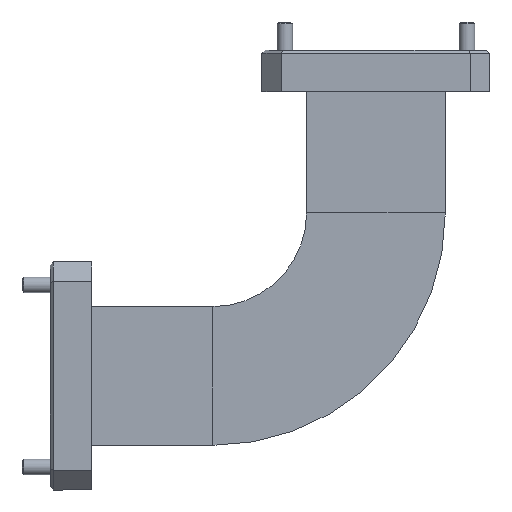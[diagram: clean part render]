
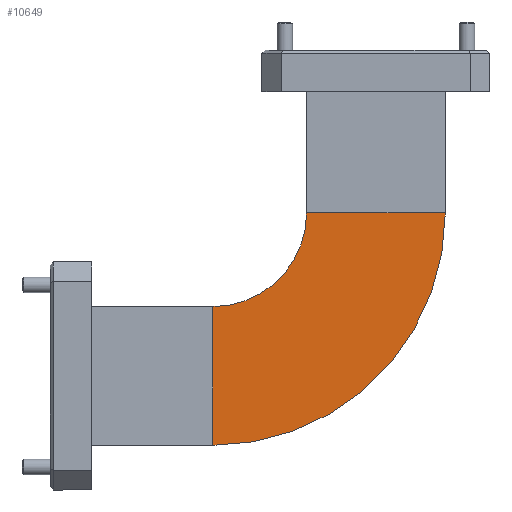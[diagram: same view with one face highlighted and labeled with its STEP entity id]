
A CAD part, front view. The second image highlights one B-rep face of the part: STEP entity #10649.
In plain terms, the highlighted planar face has unit normal (0, -1, 0).
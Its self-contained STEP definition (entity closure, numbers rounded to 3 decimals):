
#333 = AXIS2_PLACEMENT_3D ( 'NONE', #8845, #4463, #13012 ) ;
#1102 = CARTESIAN_POINT ( 'NONE',  ( -25., -5.575, -25. ) ) ;
#1452 = VERTEX_POINT ( 'NONE', #2135 ) ;
#1529 = VERTEX_POINT ( 'NONE', #15295 ) ;
#1950 = DIRECTION ( 'NONE',  ( 1., 0., 0. ) ) ;
#2135 = CARTESIAN_POINT ( 'NONE',  ( -25., -5.575, -39.355 ) ) ;
#4001 = CARTESIAN_POINT ( 'NONE',  ( -10.645, -5.575, -25. ) ) ;
#4463 = DIRECTION ( 'NONE',  ( 0., 1., 0. ) ) ;
#5391 = LINE ( 'NONE', #5958, #8660 ) ;
#5683 = FACE_OUTER_BOUND ( 'NONE', #10399, .T. ) ;
#5810 = ORIENTED_EDGE ( 'NONE', *, *, #7355, .F. ) ;
#5958 = CARTESIAN_POINT ( 'NONE',  ( -10.645, -5.575, -25. ) ) ;
#6174 = VECTOR ( 'NONE', #13293, 1000. ) ;
#7017 = EDGE_CURVE ( 'NONE', #1452, #1529, #10309, .T. ) ;
#7355 = EDGE_CURVE ( 'NONE', #10371, #1529, #17285, .T. ) ;
#7472 = ORIENTED_EDGE ( 'NONE', *, *, #7017, .T. ) ;
#7719 = EDGE_CURVE ( 'NONE', #12069, #1452, #15512, .T. ) ;
#8660 = VECTOR ( 'NONE', #1950, 1000. ) ;
#8783 = AXIS2_PLACEMENT_3D ( 'NONE', #15606, #14468, #13161 ) ;
#8845 = CARTESIAN_POINT ( 'NONE',  ( -25., -5.575, -25. ) ) ;
#9264 = CARTESIAN_POINT ( 'NONE',  ( 10.645, -5.575, -25. ) ) ;
#10309 = LINE ( 'NONE', #17407, #6174 ) ;
#10371 = VERTEX_POINT ( 'NONE', #9264 ) ;
#10399 = EDGE_LOOP ( 'NONE', ( #7472, #5810, #15195, #14217 ) ) ;
#10649 = ADVANCED_FACE ( 'NONE', ( #5683 ), #14220, .F. ) ;
#12069 = VERTEX_POINT ( 'NONE', #4001 ) ;
#13012 = DIRECTION ( 'NONE',  ( 1., 0., 0. ) ) ;
#13161 = DIRECTION ( 'NONE',  ( 0., 0., 1. ) ) ;
#13293 = DIRECTION ( 'NONE',  ( 0., 0., -1. ) ) ;
#13433 = DIRECTION ( 'NONE',  ( 0., 1., 0. ) ) ;
#13606 = DIRECTION ( 'NONE',  ( 1., 0., 0. ) ) ;
#14013 = AXIS2_PLACEMENT_3D ( 'NONE', #1102, #13433, #13606 ) ;
#14217 = ORIENTED_EDGE ( 'NONE', *, *, #7719, .T. ) ;
#14220 = PLANE ( 'NONE',  #8783 ) ;
#14468 = DIRECTION ( 'NONE',  ( 0., 1., 0. ) ) ;
#15195 = ORIENTED_EDGE ( 'NONE', *, *, #16664, .F. ) ;
#15295 = CARTESIAN_POINT ( 'NONE',  ( -25., -5.575, -60.645 ) ) ;
#15512 = CIRCLE ( 'NONE', #14013, 14.355 ) ;
#15606 = CARTESIAN_POINT ( 'NONE',  ( -10.645, -5.575, -25. ) ) ;
#16664 = EDGE_CURVE ( 'NONE', #12069, #10371, #5391, .T. ) ;
#17285 = CIRCLE ( 'NONE', #333, 35.645 ) ;
#17407 = CARTESIAN_POINT ( 'NONE',  ( -25., -5.575, -39.355 ) ) ;
